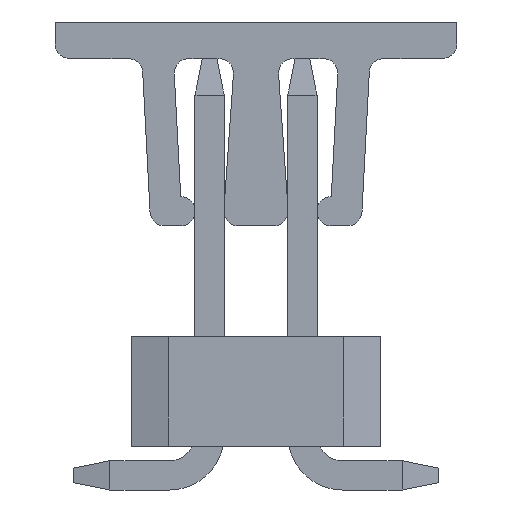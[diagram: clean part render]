
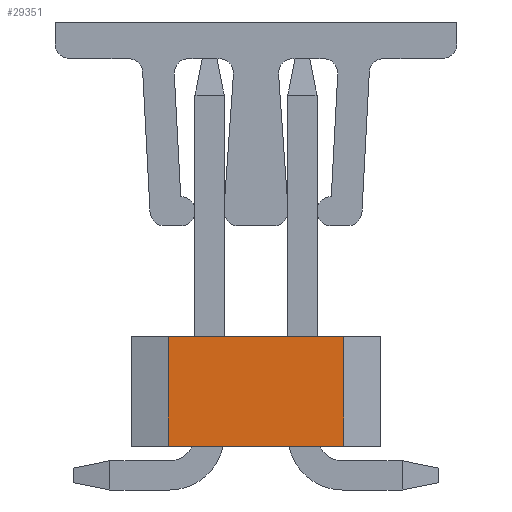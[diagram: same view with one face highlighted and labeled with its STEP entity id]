
A CAD part, front view. The second image highlights one B-rep face of the part: STEP entity #29351.
In plain terms, the highlighted face is planar.
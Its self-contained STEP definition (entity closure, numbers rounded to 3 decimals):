
#1630=ORIENTED_EDGE('',*,*,#7572,.F.);
#1631=ORIENTED_EDGE('',*,*,#7369,.T.);
#1632=ORIENTED_EDGE('',*,*,#7573,.T.);
#1633=ORIENTED_EDGE('',*,*,#7508,.F.);
#7369=EDGE_CURVE('',#10311,#10310,#12433,.T.);
#7508=EDGE_CURVE('',#10430,#10431,#12572,.T.);
#7572=EDGE_CURVE('',#10311,#10430,#12636,.T.);
#7573=EDGE_CURVE('',#10310,#10431,#12637,.T.);
#10310=VERTEX_POINT('',#38863);
#10311=VERTEX_POINT('',#38865);
#10430=VERTEX_POINT('',#39163);
#10431=VERTEX_POINT('',#39164);
#12433=LINE('',#38864,#15321);
#12572=LINE('',#39162,#15460);
#12636=LINE('',#39251,#15524);
#12637=LINE('',#39252,#15525);
#15321=VECTOR('',#32820,1000.);
#15460=VECTOR('',#33039,1000.);
#15524=VECTOR('',#33145,1000.);
#15525=VECTOR('',#33146,1000.);
#17690=EDGE_LOOP('',(#1630,#1631,#1632,#1633));
#18910=FACE_BOUND('',#17690,.T.);
#20130=PLANE('',#30522);
#29351=ADVANCED_FACE('',(#18910),#20130,.T.);
#30522=AXIS2_PLACEMENT_3D('',#39250,#33143,#33144);
#32820=DIRECTION('',(0.,0.,1.));
#33039=DIRECTION('',(0.,0.,1.));
#33143=DIRECTION('',(-1.,0.,0.));
#33144=DIRECTION('',(0.,0.,1.));
#33145=DIRECTION('',(0.,1.,0.));
#33146=DIRECTION('',(0.,1.,0.));
#38863=CARTESIAN_POINT('',(-12.7,-1.2,0.75));
#38864=CARTESIAN_POINT('',(-12.7,-1.2,-25.069));
#38865=CARTESIAN_POINT('',(-12.7,-1.2,-0.75));
#39162=CARTESIAN_POINT('',(-12.7,1.2,-25.069));
#39163=CARTESIAN_POINT('',(-12.7,1.2,-0.75));
#39164=CARTESIAN_POINT('',(-12.7,1.2,0.75));
#39250=CARTESIAN_POINT('',(-12.7,-1.7,-0.75));
#39251=CARTESIAN_POINT('',(-12.7,-1.7,-0.75));
#39252=CARTESIAN_POINT('',(-12.7,-1.7,0.75));
